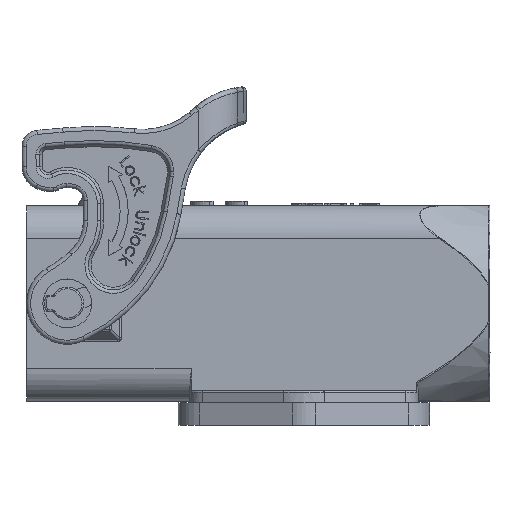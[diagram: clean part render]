
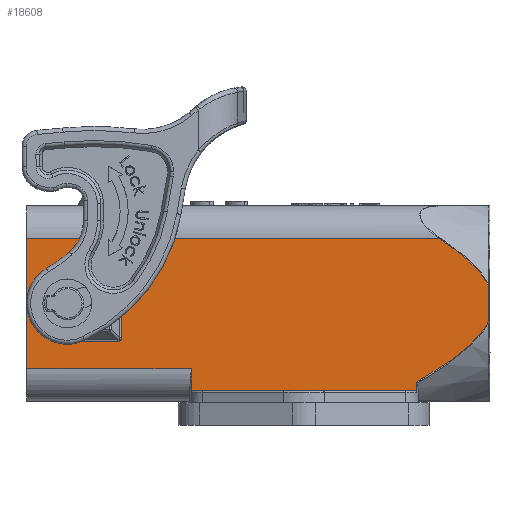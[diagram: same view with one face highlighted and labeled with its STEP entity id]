
A CAD part, front view. The second image highlights one B-rep face of the part: STEP entity #18608.
In plain terms, the highlighted planar face has unit normal (0, -1, 0).
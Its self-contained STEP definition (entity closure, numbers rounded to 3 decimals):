
#720=DIRECTION('',(0.,0.,-1.));
#721=VECTOR('',#720,1.239);
#722=CARTESIAN_POINT('',(28.126,-12.,-9.661));
#723=LINE('',#722,#721);
#1511=DIRECTION('',(0.,0.,1.));
#1512=VECTOR('',#1511,16.);
#1513=CARTESIAN_POINT('',(-19.702,-12.,-8.));
#1514=LINE('',#1513,#1512);
#1578=DIRECTION('',(1.,0.,0.));
#1579=VECTOR('',#1578,50.52);
#1580=CARTESIAN_POINT('',(-19.702,-12.,8.));
#1581=LINE('',#1580,#1579);
#1586=CARTESIAN_POINT('',(27.913,-12.,-10.7));
#1587=CARTESIAN_POINT('',(27.943,-12.,-10.7));
#1588=CARTESIAN_POINT('',(27.999,-12.,-10.711));
#1589=CARTESIAN_POINT('',(28.07,-12.,-10.757));
#1590=CARTESIAN_POINT('',(28.115,-12.,-10.825));
#1591=CARTESIAN_POINT('',(28.126,-12.,-10.874));
#1592=CARTESIAN_POINT('',(28.126,-12.,-10.9));
#1594=CARTESIAN_POINT('',(0.469,-12.,-10.9));
#1595=CARTESIAN_POINT('',(0.469,-12.,-10.873));
#1596=CARTESIAN_POINT('',(0.481,-12.,-10.822));
#1597=CARTESIAN_POINT('',(0.527,-12.,-10.756));
#1598=CARTESIAN_POINT('',(0.597,-12.,-10.711));
#1599=CARTESIAN_POINT('',(0.652,-12.,-10.7));
#1600=CARTESIAN_POINT('',(0.682,-12.,-10.7));
#1602=CARTESIAN_POINT('',(36.898,-12.,2.239));
#1603=CARTESIAN_POINT('',(36.58,-12.,2.868));
#1604=CARTESIAN_POINT('',(35.749,-12.,4.017));
#1605=CARTESIAN_POINT('',(33.721,-12.,5.986));
#1606=CARTESIAN_POINT('',(31.997,-12.,7.224));
#1607=CARTESIAN_POINT('',(30.817,-12.,8.));
#1609=CARTESIAN_POINT('',(28.126,-12.,
-9.661));
#1610=CARTESIAN_POINT('',(29.801,-12.,
-8.684));
#1611=CARTESIAN_POINT('',(32.271,-12.,
-7.131));
#1612=CARTESIAN_POINT('',(35.23,-12.,
-4.624));
#1613=CARTESIAN_POINT('',(36.462,-12.,
-3.102));
#1614=CARTESIAN_POINT('',(36.898,-12.,
-2.239));
#1616=CARTESIAN_POINT('',(-8.186,-12.,-4.516));
#1617=CARTESIAN_POINT('',(-8.212,-12.,-4.543));
#1618=CARTESIAN_POINT('',(-8.271,-12.,-4.587));
#1619=CARTESIAN_POINT('',(-8.389,-12.,-4.633));
#1620=CARTESIAN_POINT('',(-8.478,-12.,-4.644));
#1621=CARTESIAN_POINT('',(-8.527,-12.,-4.644));
#1623=CARTESIAN_POINT('',(-8.058,-12.,-4.176));
#1624=CARTESIAN_POINT('',(-8.059,-12.,-4.225));
#1625=CARTESIAN_POINT('',(-8.069,-12.,-4.315));
#1626=CARTESIAN_POINT('',(-8.116,-12.,-4.432));
#1627=CARTESIAN_POINT('',(-8.16,-12.,-4.491));
#1628=CARTESIAN_POINT('',(-8.186,-12.,-4.516));
#1630=CARTESIAN_POINT('',(-8.186,-12.,4.516));
#1631=CARTESIAN_POINT('',(-8.16,-12.,4.491));
#1632=CARTESIAN_POINT('',(-8.115,-12.,4.431));
#1633=CARTESIAN_POINT('',(-8.069,-12.,4.314));
#1634=CARTESIAN_POINT('',(-8.059,-12.,4.224));
#1635=CARTESIAN_POINT('',(-8.058,-12.,4.176));
#1637=CARTESIAN_POINT('',(-8.527,-12.,4.644));
#1638=CARTESIAN_POINT('',(-8.478,-12.,4.643));
#1639=CARTESIAN_POINT('',(-8.387,-12.,4.633));
#1640=CARTESIAN_POINT('',(-8.27,-12.,4.586));
#1641=CARTESIAN_POINT('',(-8.211,-12.,4.542));
#1642=CARTESIAN_POINT('',(-8.186,-12.,4.516));
#1694=DIRECTION('',(0.,0.,1.));
#1695=VECTOR('',#1694,2.9);
#1696=CARTESIAN_POINT('',(0.469,-12.,-10.9));
#1697=LINE('',#1696,#1695);
#2046=CARTESIAN_POINT('',(30.817,-12.,8.));
#2583=DIRECTION('',(-1.,0.,0.));
#2584=VECTOR('',#2583,20.172);
#2585=CARTESIAN_POINT('',(0.469,-12.,-8.));
#2586=LINE('',#2585,#2584);
#9855=DIRECTION('',(0.,0.,-1.));
#9856=VECTOR('',#9855,9.288);
#9857=CARTESIAN_POINT('',(-16.702,-12.,4.644));
#9858=LINE('',#9857,#9856);
#9959=DIRECTION('',(-1.,0.,0.));
#9960=VECTOR('',#9959,8.176);
#9961=CARTESIAN_POINT('',(-8.527,-12.,4.644));
#9962=LINE('',#9961,#9960);
#9982=DIRECTION('',(0.,0.,1.));
#9983=VECTOR('',#9982,8.351);
#9984=CARTESIAN_POINT('',(-8.058,-12.,-4.176));
#9985=LINE('',#9984,#9983);
#10027=DIRECTION('',(1.,0.,0.));
#10028=VECTOR('',#10027,8.176);
#10029=CARTESIAN_POINT('',(-16.702,-12.,-4.644));
#10030=LINE('',#10029,#10028);
#14212=DIRECTION('',(0.,0.,-1.));
#14213=VECTOR('',#14212,4.478);
#14214=CARTESIAN_POINT('',(36.898,-12.,
2.239));
#14215=LINE('',#14214,#14213);
#14351=DIRECTION('',(-1.,0.,0.));
#14352=VECTOR('',#14351,27.231);
#14353=CARTESIAN_POINT('',(27.913,-12.,-10.7));
#14354=LINE('',#14353,#14352);
#14520=VERTEX_POINT('',#2046);
#14534=CARTESIAN_POINT('',(-16.702,-12.,4.644));
#14535=VERTEX_POINT('',#14534);
#14552=CARTESIAN_POINT('',(-16.702,-12.,-4.644));
#14553=VERTEX_POINT('',#14552);
#14573=VERTEX_POINT('',#1602);
#14574=VERTEX_POINT('',#1609);
#14575=VERTEX_POINT('',#1614);
#14602=VERTEX_POINT('',#1616);
#14603=VERTEX_POINT('',#1621);
#14604=CARTESIAN_POINT('',(-8.058,-12.,-4.176));
#14605=CARTESIAN_POINT('',(-8.058,-12.,4.176));
#14606=VERTEX_POINT('',#14604);
#14607=VERTEX_POINT('',#14605);
#14612=CARTESIAN_POINT('',(-19.702,-12.,-8.));
#14613=CARTESIAN_POINT('',(-19.702,-12.,8.));
#14614=VERTEX_POINT('',#14612);
#14615=VERTEX_POINT('',#14613);
#14624=VERTEX_POINT('',#1630);
#14625=CARTESIAN_POINT('',(-8.527,-12.,4.644));
#14626=VERTEX_POINT('',#14625);
#14675=CARTESIAN_POINT('',(0.469,-12.,-10.9));
#14676=CARTESIAN_POINT('',(0.469,-12.,-8.));
#14677=VERTEX_POINT('',#14675);
#14678=VERTEX_POINT('',#14676);
#14705=CARTESIAN_POINT('',(27.913,-12.,-10.7));
#14706=CARTESIAN_POINT('',(0.682,-12.,-10.7));
#14707=VERTEX_POINT('',#14705);
#14708=VERTEX_POINT('',#14706);
#15974=VERTEX_POINT('',#1592);
#18565=CARTESIAN_POINT('',(-19.702,-12.,12.));
#18566=DIRECTION('',(0.,-1.,0.));
#18567=DIRECTION('',(1.,0.,0.));
#18568=AXIS2_PLACEMENT_3D('',#18565,#18566,#18567);
#18569=PLANE('',#18568);
#18571=ORIENTED_EDGE('',*,*,#18570,.F.);
#18573=ORIENTED_EDGE('',*,*,#18572,.T.);
#18575=ORIENTED_EDGE('',*,*,#18574,.F.);
#18577=ORIENTED_EDGE('',*,*,#18576,.T.);
#18579=ORIENTED_EDGE('',*,*,#18578,.T.);
#18580=ORIENTED_EDGE('',*,*,#18520,.T.);
#18581=ORIENTED_EDGE('',*,*,#18555,.T.);
#18583=ORIENTED_EDGE('',*,*,#18582,.F.);
#18585=ORIENTED_EDGE('',*,*,#18584,.T.);
#18586=ORIENTED_EDGE('',*,*,#17635,.F.);
#18587=ORIENTED_EDGE('',*,*,#17668,.T.);
#18588=EDGE_LOOP('',(#18571,#18573,#18575,#18577,#18579,#18580,#18581,#18583,
#18585,#18586,#18587));
#18589=FACE_OUTER_BOUND('',#18588,.F.);
#18591=ORIENTED_EDGE('',*,*,#18590,.T.);
#18593=ORIENTED_EDGE('',*,*,#18592,.F.);
#18595=ORIENTED_EDGE('',*,*,#18594,.F.);
#18597=ORIENTED_EDGE('',*,*,#18596,.T.);
#18599=ORIENTED_EDGE('',*,*,#18598,.F.);
#18601=ORIENTED_EDGE('',*,*,#18600,.F.);
#18603=ORIENTED_EDGE('',*,*,#18602,.T.);
#18605=ORIENTED_EDGE('',*,*,#18604,.T.);
#18606=EDGE_LOOP('',(#18591,#18593,#18595,#18597,#18599,#18601,#18603,#18605));
#18607=FACE_BOUND('',#18606,.F.);
#18608=ADVANCED_FACE('',(#18589,#18607),#18569,.T.);
#1593=B_SPLINE_CURVE_WITH_KNOTS('',3,(#1586,#1587,#1588,#1589,#1590,#1591,
#1592),.UNSPECIFIED.,.F.,.F.,(4,1,1,1,4),(0.,0.25,0.5,0.75,1.),
.UNSPECIFIED.);
#1601=B_SPLINE_CURVE_WITH_KNOTS('',3,(#1594,#1595,#1596,#1597,#1598,#1599,
#1600),.UNSPECIFIED.,.F.,.F.,(4,1,1,1,4),(0.,0.25,0.5,0.75,1.),
.UNSPECIFIED.);
#1608=B_SPLINE_CURVE_WITH_KNOTS('',3,(#1602,#1603,#1604,#1605,#1606,#1607),
.UNSPECIFIED.,.F.,.F.,(4,1,1,4),(0.,0.25,0.5,1.),.UNSPECIFIED.);
#1615=B_SPLINE_CURVE_WITH_KNOTS('',3,(#1609,#1610,#1611,#1612,#1613,#1614),
.UNSPECIFIED.,.F.,.F.,(4,1,1,4),(0.,0.5,0.75,1.),.UNSPECIFIED.);
#1622=B_SPLINE_CURVE_WITH_KNOTS('',3,(#1616,#1617,#1618,#1619,#1620,#1621),
.UNSPECIFIED.,.F.,.F.,(4,1,1,4),(0.,0.333,0.667,1.),
.UNSPECIFIED.);
#1629=B_SPLINE_CURVE_WITH_KNOTS('',3,(#1623,#1624,#1625,#1626,#1627,#1628),
.UNSPECIFIED.,.F.,.F.,(4,1,1,4),(0.,0.333,0.667,1.),
.UNSPECIFIED.);
#1636=B_SPLINE_CURVE_WITH_KNOTS('',3,(#1630,#1631,#1632,#1633,#1634,#1635),
.UNSPECIFIED.,.F.,.F.,(4,1,1,4),(0.,0.333,0.667,1.),
.UNSPECIFIED.);
#1643=B_SPLINE_CURVE_WITH_KNOTS('',3,(#1637,#1638,#1639,#1640,#1641,#1642),
.UNSPECIFIED.,.F.,.F.,(4,1,1,4),(0.,0.333,0.667,1.),
.UNSPECIFIED.);
#17635=EDGE_CURVE('',#14574,#14575,#1615,.T.);
#17668=EDGE_CURVE('',#14574,#15974,#723,.T.);
#18520=EDGE_CURVE('',#14614,#14615,#1514,.T.);
#18555=EDGE_CURVE('',#14615,#14520,#1581,.T.);
#18570=EDGE_CURVE('',#14707,#15974,#1593,.T.);
#18572=EDGE_CURVE('',#14707,#14708,#14354,.T.);
#18574=EDGE_CURVE('',#14677,#14708,#1601,.T.);
#18576=EDGE_CURVE('',#14677,#14678,#1697,.T.);
#18578=EDGE_CURVE('',#14678,#14614,#2586,.T.);
#18582=EDGE_CURVE('',#14573,#14520,#1608,.T.);
#18584=EDGE_CURVE('',#14573,#14575,#14215,.T.);
#18590=EDGE_CURVE('',#14553,#14603,#10030,.T.);
#18592=EDGE_CURVE('',#14602,#14603,#1622,.T.);
#18594=EDGE_CURVE('',#14606,#14602,#1629,.T.);
#18596=EDGE_CURVE('',#14606,#14607,#9985,.T.);
#18598=EDGE_CURVE('',#14624,#14607,#1636,.T.);
#18600=EDGE_CURVE('',#14626,#14624,#1643,.T.);
#18602=EDGE_CURVE('',#14626,#14535,#9962,.T.);
#18604=EDGE_CURVE('',#14535,#14553,#9858,.T.);
